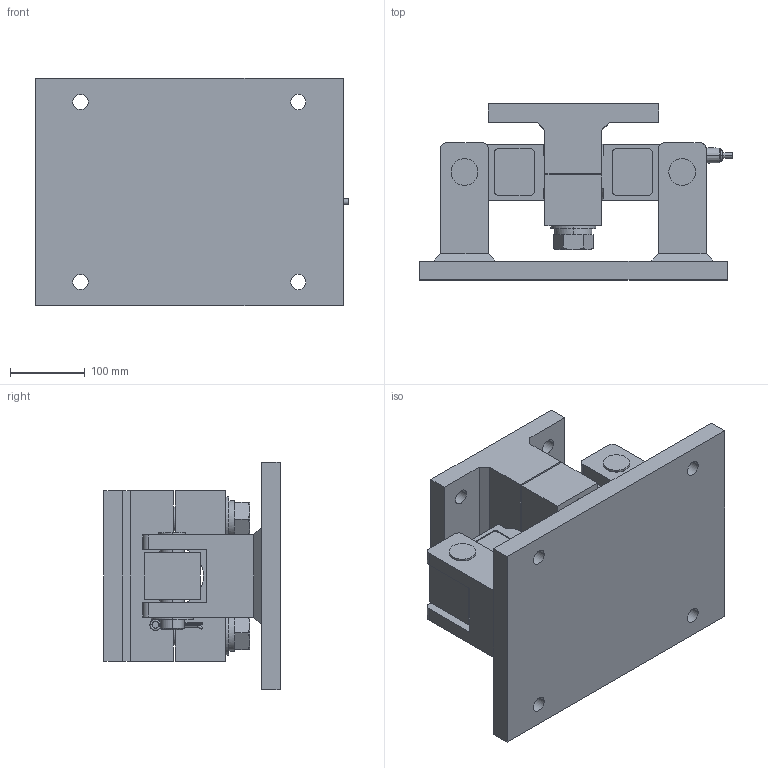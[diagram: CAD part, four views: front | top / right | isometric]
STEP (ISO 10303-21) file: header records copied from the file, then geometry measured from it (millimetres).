
FILE_DESCRIPTION (( 'STEP AP203' ), '1' );
FILE_NAME ('102EHM2-(50-60)Klb.STEP', '2025-07-18T05:55:46', ( '' ), ( '' ), 'SwSTEP 2.0', 'SolidWorks 2024', '' );
FILE_SCHEMA (( 'CONFIG_CONTROL_DESIGN' ));
Length unit declared in the file: millimetre
Products named in the file (1): 102EHM2-(50-60)Klb
Bounding box: 419.9 x 236.5 x 304.8 mm (x, y, z)
Volume: 9701860.7 mm3; surface area: 785832.3 mm2
Topology: 2 solids, 2 shells, 302 faces, 760 edges, 482 vertices
Faces by surface type: plane 153, cylinder 107, cone 34, bspline 8
Entity records: 11111 total; most frequent: CARTESIAN_POINT 3761, ORIENTED_EDGE 1520, DIRECTION 1498, EDGE_CURVE 760, AXIS2_PLACEMENT_3D 551, VERTEX_POINT 482, VECTOR 396, LINE 396
